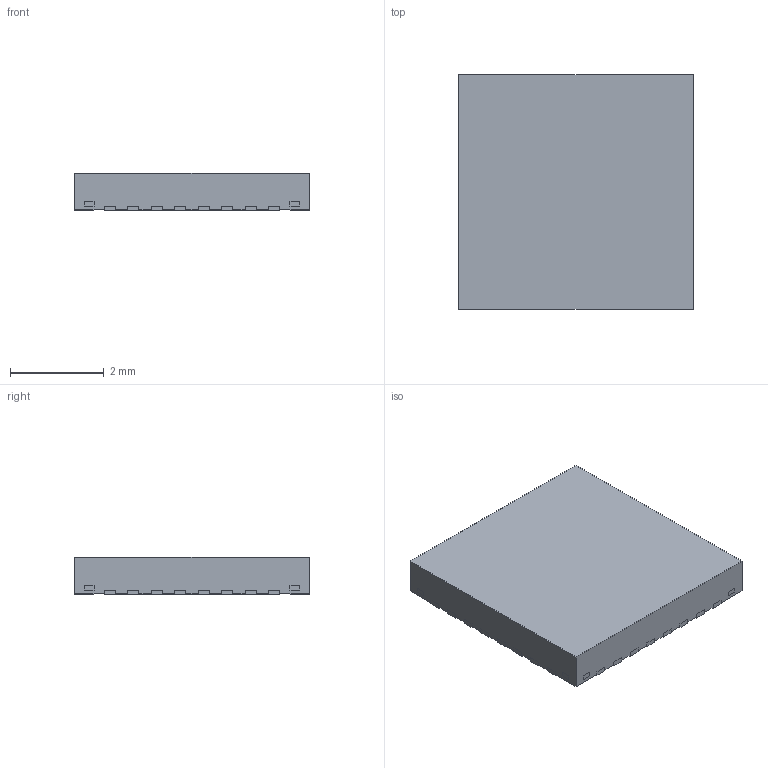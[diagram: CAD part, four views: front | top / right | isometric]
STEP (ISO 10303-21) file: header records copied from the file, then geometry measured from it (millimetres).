
FILE_DESCRIPTION((''),'2;1');
FILE_NAME('RTV0032E_ASM','2019-08-08T08:20:55',('a0412086'),(''),'CREO PARAMETRIC BY PTC INC, 2018020','CREO PARAMETRIC BY PTC INC, 2018020','');
FILE_SCHEMA(('AUTOMOTIVE_DESIGN { 1 0 10303 214 1 1 1 1 }'));
Length unit declared in the file: millimetre
Products named in the file (4): BODY-QFN; FRAME-RTV0032E; PIN1-ID; RTV0032E_ASM
Assembly tree (3 placements, depth 2):
  RTV0032E_ASM
    BODY-QFN
    FRAME-RTV0032E
    PIN1-ID
Bounding box: 5 x 5 x 0.8 mm (x, y, z)
Volume: 19.7 mm3; surface area: 114.6 mm2
Topology: 38 solids, 38 shells, 405 faces, 978 edges, 652 vertices
Faces by surface type: plane 341, cylinder 64
Entity records: 15302 total; most frequent: CARTESIAN_POINT 2049, ORIENTED_EDGE 1956, DIRECTION 1930, PRESENTATION_STYLE_ASSIGNMENT 1056, STYLED_ITEM 1016, CURVE_STYLE 978, EDGE_CURVE 978, VECTOR 850
